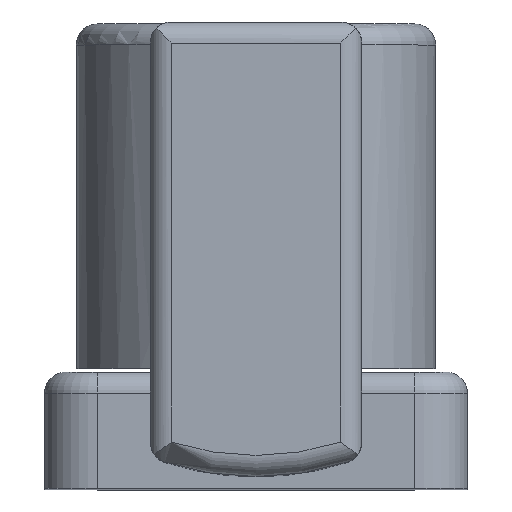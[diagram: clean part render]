
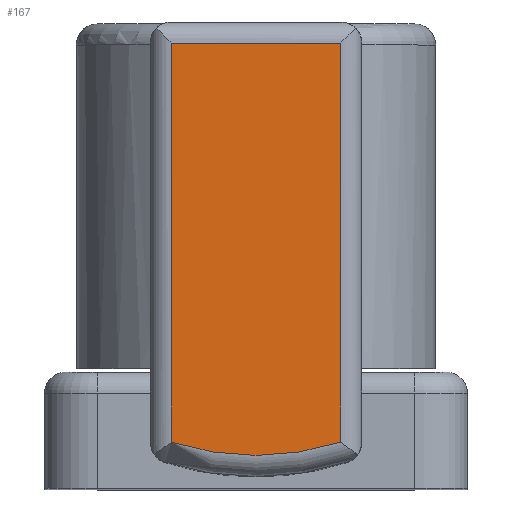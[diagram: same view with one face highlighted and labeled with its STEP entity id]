
A CAD part, top view. The second image highlights one B-rep face of the part: STEP entity #167.
In plain terms, the highlighted planar face has unit normal (0, 0, 1).
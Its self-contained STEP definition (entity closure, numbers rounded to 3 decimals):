
#167=ADVANCED_FACE('',(#397),#398,.F.);
#397=FACE_OUTER_BOUND('',#699,.T.);
#398=PLANE('',#700);
#699=EDGE_LOOP('',(#1110,#1111,#1112,#1113));
#700=AXIS2_PLACEMENT_3D('',#1114,#1115,#1116);
#1110=ORIENTED_EDGE('',*,*,#1856,.T.);
#1111=ORIENTED_EDGE('',*,*,#1857,.T.);
#1112=ORIENTED_EDGE('',*,*,#1858,.F.);
#1113=ORIENTED_EDGE('',*,*,#1859,.F.);
#1114=CARTESIAN_POINT('',(-5.0,-1.5,55.0));
#1115=DIRECTION('',(0.,0.0,-1.0));
#1116=DIRECTION('',(-1.0,0.0,0.));
#1856=EDGE_CURVE('',#2244,#2245,#2246,.T.);
#1857=EDGE_CURVE('',#2245,#2247,#2248,.T.);
#1858=EDGE_CURVE('',#2249,#2247,#2250,.T.);
#1859=EDGE_CURVE('',#2244,#2249,#2251,.T.);
#2244=VERTEX_POINT('',#2946);
#2245=VERTEX_POINT('',#2947);
#2246=CIRCLE('',#2948,13.0);
#2247=VERTEX_POINT('',#2949);
#2248=LINE('',#2950,#2951);
#2249=VERTEX_POINT('',#2952);
#2250=LINE('',#2953,#2954);
#2251=LINE('',#2955,#2956);
#2946=CARTESIAN_POINT('',(-4.,2.131,55.0));
#2947=CARTESIAN_POINT('',(4.0,2.131,55.0));
#2948=AXIS2_PLACEMENT_3D('',#3577,#3578,#3579);
#2949=CARTESIAN_POINT('',(4.0,21.0,55.0));
#2950=CARTESIAN_POINT('',(4.0,2.131,55.0));
#2951=VECTOR('',#3580,18.869);
#2952=CARTESIAN_POINT('',(-4.0,21.0,55.0));
#2953=CARTESIAN_POINT('',(-4.0,21.0,55.0));
#2954=VECTOR('',#3581,8.0);
#2955=CARTESIAN_POINT('',(-4.0,2.131,55.0));
#2956=VECTOR('',#3582,18.869);
#3577=CARTESIAN_POINT('',(0.,14.5,55.0));
#3578=DIRECTION('',(0.,0.0,1.0));
#3579=DIRECTION('',(1.0,0.0,0.));
#3580=DIRECTION('',(0.0,1.0,0.0));
#3581=DIRECTION('',(1.0,0.0,0.));
#3582=DIRECTION('',(0.0,1.0,0.0));
